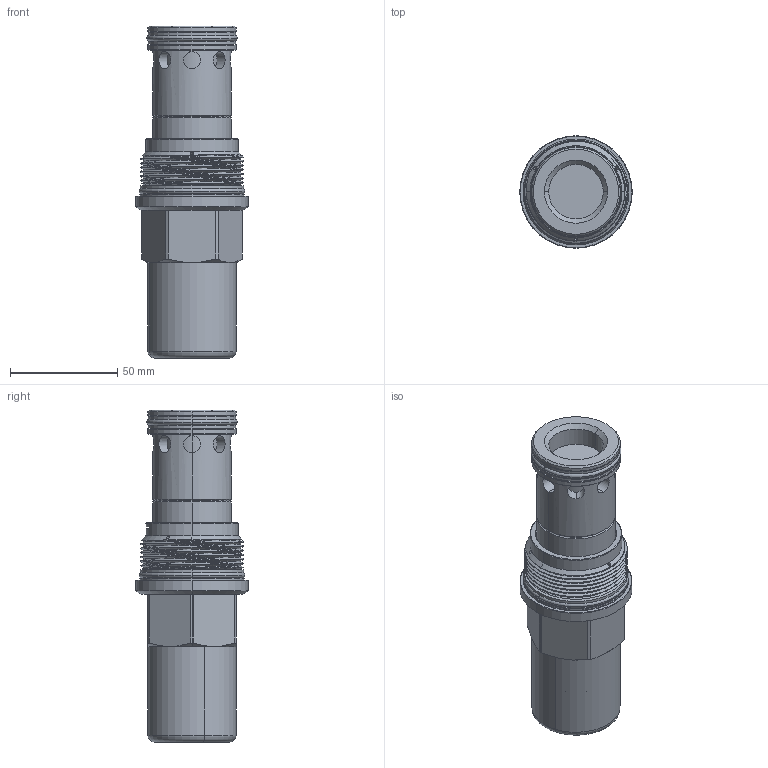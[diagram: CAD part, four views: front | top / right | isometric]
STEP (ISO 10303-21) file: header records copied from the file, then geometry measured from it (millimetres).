
FILE_DESCRIPTION (( 'STEP AP203' ), '1' );
FILE_NAME ('RP18A22-C.STEP', '2020-03-24T01:05:53', ( '' ), ( '' ), 'SwSTEP 2.0', 'SolidWorks 2018', '' );
FILE_SCHEMA (( 'CONFIG_CONTROL_DESIGN' ));
Length unit declared in the file: millimetre
Products named in the file (1): RP18A22-C
Bounding box: 52.37 x 52.37 x 154.65 mm (x, y, z)
Volume: 175210.6 mm3; surface area: 44607.5 mm2
Topology: 7 solids, 7 shells, 293 faces, 686 edges, 422 vertices
Faces by surface type: cylinder 140, plane 57, torus 48, cone 39, bspline 9
Entity records: 17257 total; most frequent: CARTESIAN_POINT 10735, ORIENTED_EDGE 1364, DIRECTION 1350, EDGE_CURVE 682, AXIS2_PLACEMENT_3D 568, VERTEX_POINT 422, EDGE_LOOP 322, ADVANCED_FACE 293
